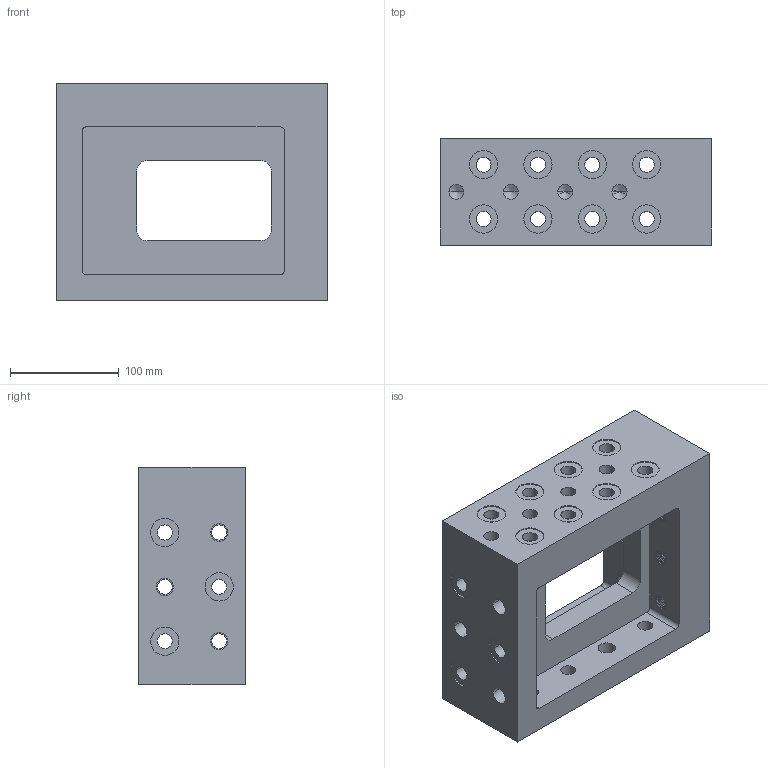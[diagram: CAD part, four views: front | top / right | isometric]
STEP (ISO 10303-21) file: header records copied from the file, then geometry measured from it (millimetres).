
FILE_DESCRIPTION(('STEP AP214'),'1');
FILE_NAME(' ',' ',('TraceParts'),('TraceParts S.A.'),'XStep 1.0',' ',' ');
FILE_SCHEMA(('automotive_design'));
Length unit declared in the file: millimetre
Products named in the file (1): 1
Bounding box: 250 x 98 x 200 mm (x, y, z)
Volume: 2580376.5 mm3; surface area: 283276.4 mm2
Topology: 1 solids, 1 shells, 2283 faces, 4658 edges, 2392 vertices
Faces by surface type: cone 856, torus 840, cylinder 546, plane 41
Entity records: 112378 total; most frequent: DIRECTION 12402, STYLED_ITEM 9318, PRESENTATION_STYLE_ASSIGNMENT 9318, CARTESIAN_POINT 9318, COLOUR_RGB 9318, ORIENTED_EDGE 9284, AXIS2_PLACEMENT_3D 5476, EDGE_CURVE 4642
